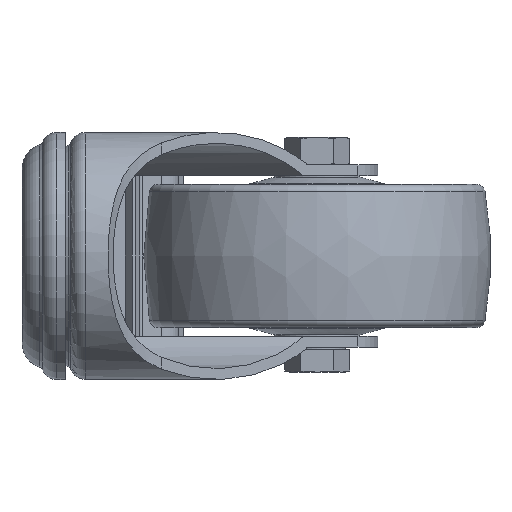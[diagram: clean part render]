
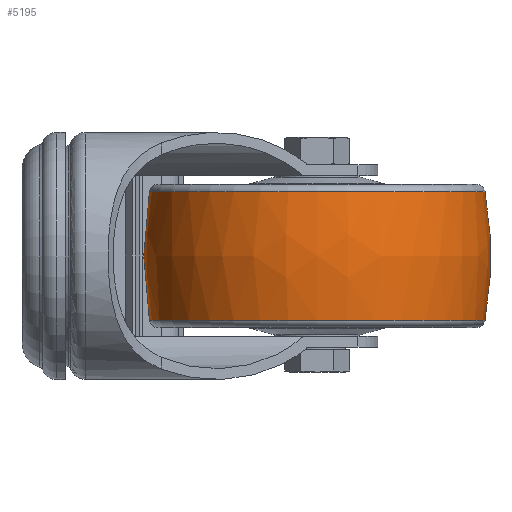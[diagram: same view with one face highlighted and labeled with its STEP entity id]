
A CAD part, left-side view. The second image highlights one B-rep face of the part: STEP entity #5195.
In plain terms, the highlighted free-form (B-spline) face has degree [2, 2] with [3, 9] control points.
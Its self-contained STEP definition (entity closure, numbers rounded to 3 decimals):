
#157=(
BOUNDED_SURFACE()
B_SPLINE_SURFACE(2,2,((#8049,#8050,#8051,#8052,#8053,#8054,#8055,#8056,
#8057),(#8058,#8059,#8060,#8061,#8062,#8063,#8064,#8065,#8066),(#8067,#8068,
#8069,#8070,#8071,#8072,#8073,#8074,#8075)),.UNSPECIFIED.,.F.,.T.,.F.)
B_SPLINE_SURFACE_WITH_KNOTS((3,3),(3,2,2,2,3),(-0.174,0.174),
(-3.142,-1.571,0.,1.571,3.142),
 .UNSPECIFIED.)
GEOMETRIC_REPRESENTATION_ITEM()
RATIONAL_B_SPLINE_SURFACE(((1.,0.707,1.,0.707,1.,
0.707,1.,0.707,1.),(0.985,0.696,
0.985,0.696,0.985,0.696,0.985,
0.696,0.985),(1.,0.707,1.,0.707,
1.,0.707,1.,0.707,1.)))
REPRESENTATION_ITEM('')
SURFACE()
);
#467=FACE_OUTER_BOUND('',#782,.T.);
#782=EDGE_LOOP('',(#3590,#3591,#3592,#3593));
#1925=CIRCLE('',#5720,38.707);
#1926=CIRCLE('',#5721,85.878);
#1927=CIRCLE('',#5722,38.707);
#2196=VERTEX_POINT('',#8046);
#2197=VERTEX_POINT('',#8076);
#2733=EDGE_CURVE('',#2196,#2196,#1925,.T.);
#2734=EDGE_CURVE('',#2196,#2197,#1926,.T.);
#2735=EDGE_CURVE('',#2197,#2197,#1927,.T.);
#3590=ORIENTED_EDGE('',*,*,#2733,.F.);
#3591=ORIENTED_EDGE('',*,*,#2734,.T.);
#3592=ORIENTED_EDGE('',*,*,#2735,.T.);
#3593=ORIENTED_EDGE('',*,*,#2734,.F.);
#5195=ADVANCED_FACE('',(#467),#157,.F.);
#5720=AXIS2_PLACEMENT_3D('',#8048,#6432,#6433);
#5721=AXIS2_PLACEMENT_3D('',#8077,#6434,#6435);
#5722=AXIS2_PLACEMENT_3D('',#8078,#6436,#6437);
#6432=DIRECTION('center_axis',(1.,0.,0.));
#6433=DIRECTION('ref_axis',(0.,0.,-1.));
#6434=DIRECTION('center_axis',(0.,-1.,0.));
#6435=DIRECTION('ref_axis',(0.,0.,1.));
#6436=DIRECTION('center_axis',(1.,0.,0.));
#6437=DIRECTION('ref_axis',(0.,0.,-1.));
#8046=CARTESIAN_POINT('',(14.846,0.,38.707));
#8048=CARTESIAN_POINT('Origin',(14.846,0.,0.));
#8049=CARTESIAN_POINT('Ctrl Pts',(-14.846,0.,38.707));
#8050=CARTESIAN_POINT('Ctrl Pts',(-14.846,-38.707,38.707));
#8051=CARTESIAN_POINT('Ctrl Pts',(-14.846,-38.707,0.));
#8052=CARTESIAN_POINT('Ctrl Pts',(-14.846,-38.707,-38.707));
#8053=CARTESIAN_POINT('Ctrl Pts',(-14.846,0.,-38.707));
#8054=CARTESIAN_POINT('Ctrl Pts',(-14.846,38.707,-38.707));
#8055=CARTESIAN_POINT('Ctrl Pts',(-14.846,38.707,0.));
#8056=CARTESIAN_POINT('Ctrl Pts',(-14.846,38.707,38.707));
#8057=CARTESIAN_POINT('Ctrl Pts',(-14.846,0.,38.707));
#8058=CARTESIAN_POINT('Ctrl Pts',(0.,0.,41.313));
#8059=CARTESIAN_POINT('Ctrl Pts',(0.,-41.313,
41.313));
#8060=CARTESIAN_POINT('Ctrl Pts',(0.,-41.313,
0.));
#8061=CARTESIAN_POINT('Ctrl Pts',(0.,-41.313,
-41.313));
#8062=CARTESIAN_POINT('Ctrl Pts',(0.,0.,-41.313));
#8063=CARTESIAN_POINT('Ctrl Pts',(0.,41.313,
-41.313));
#8064=CARTESIAN_POINT('Ctrl Pts',(0.,41.313,
0.));
#8065=CARTESIAN_POINT('Ctrl Pts',(0.,41.313,
41.313));
#8066=CARTESIAN_POINT('Ctrl Pts',(0.,0.,41.313));
#8067=CARTESIAN_POINT('Ctrl Pts',(14.846,0.,38.707));
#8068=CARTESIAN_POINT('Ctrl Pts',(14.846,-38.707,38.707));
#8069=CARTESIAN_POINT('Ctrl Pts',(14.846,-38.707,0.));
#8070=CARTESIAN_POINT('Ctrl Pts',(14.846,-38.707,-38.707));
#8071=CARTESIAN_POINT('Ctrl Pts',(14.846,0.,-38.707));
#8072=CARTESIAN_POINT('Ctrl Pts',(14.846,38.707,-38.707));
#8073=CARTESIAN_POINT('Ctrl Pts',(14.846,38.707,0.));
#8074=CARTESIAN_POINT('Ctrl Pts',(14.846,38.707,38.707));
#8075=CARTESIAN_POINT('Ctrl Pts',(14.846,0.,38.707));
#8076=CARTESIAN_POINT('',(-14.846,0.,38.707));
#8077=CARTESIAN_POINT('Origin',(0.,0.,
-45.878));
#8078=CARTESIAN_POINT('Origin',(-14.846,0.,0.));
